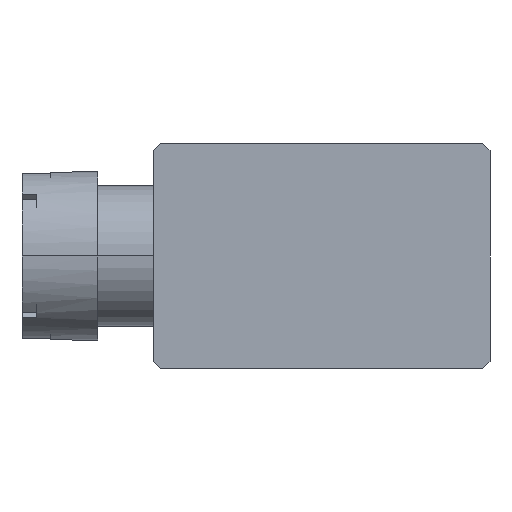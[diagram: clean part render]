
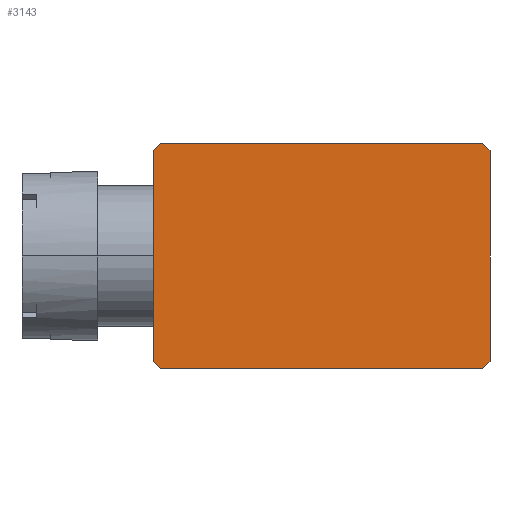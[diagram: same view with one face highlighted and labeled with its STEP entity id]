
A CAD part, left-side view. The second image highlights one B-rep face of the part: STEP entity #3143.
In plain terms, the highlighted face is planar.
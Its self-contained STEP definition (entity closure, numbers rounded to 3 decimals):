
#123 = VECTOR ( 'NONE', #884, 1000. ) ;
#239 = VECTOR ( 'NONE', #4203, 1000. ) ;
#254 = VERTEX_POINT ( 'NONE', #801 ) ;
#582 = VERTEX_POINT ( 'NONE', #4729 ) ;
#801 = CARTESIAN_POINT ( 'NONE',  ( 4., 5.75, 73.5 ) ) ;
#864 = CARTESIAN_POINT ( 'NONE',  ( -4., 6., 73.5 ) ) ;
#884 = DIRECTION ( 'NONE',  ( 1., 0., 0. ) ) ;
#1397 = CARTESIAN_POINT ( 'NONE',  ( 4., 6., 73.5 ) ) ;
#1476 = VERTEX_POINT ( 'NONE', #7356 ) ;
#1526 = EDGE_CURVE ( 'NONE', #5339, #4936, #4914, .T. ) ;
#1855 = DIRECTION ( 'NONE',  ( 0.707, -0.707, 0. ) ) ;
#2141 = EDGE_CURVE ( 'NONE', #7237, #1476, #8318, .T. ) ;
#2288 = LINE ( 'NONE', #8657, #239 ) ;
#2338 = EDGE_CURVE ( 'NONE', #4431, #254, #8541, .T. ) ;
#2453 = EDGE_CURVE ( 'NONE', #6263, #582, #3026, .T. ) ;
#2495 = EDGE_CURVE ( 'NONE', #1476, #6263, #4244, .T. ) ;
#2527 = EDGE_CURVE ( 'NONE', #582, #4431, #3919, .T. ) ;
#2539 = EDGE_CURVE ( 'NONE', #254, #5339, #2915, .T. ) ;
#2556 = EDGE_CURVE ( 'NONE', #4936, #7237, #2288, .T. ) ;
#2915 = LINE ( 'NONE', #7411, #4791 ) ;
#3026 = LINE ( 'NONE', #5318, #123 ) ;
#3143 = ADVANCED_FACE ( 'NONE', ( #6326 ), #6499, .T. ) ;
#3227 = DIRECTION ( 'NONE',  ( 1., 0., 0. ) ) ;
#3489 = DIRECTION ( 'NONE',  ( -0.707, 0.707, 0. ) ) ;
#3919 = LINE ( 'NONE', #7351, #4144 ) ;
#3994 = EDGE_LOOP ( 'NONE', ( #7206, #6769, #8246, #8150, #7973, #7963, #8987, #6844 ) ) ;
#4013 = DIRECTION ( 'NONE',  ( 0., -1., 0. ) ) ;
#4136 = VECTOR ( 'NONE', #1855, 1000. ) ;
#4144 = VECTOR ( 'NONE', #6092, 1000. ) ;
#4203 = DIRECTION ( 'NONE',  ( -0.707, -0.707, 0. ) ) ;
#4244 = LINE ( 'NONE', #6066, #4136 ) ;
#4431 = VERTEX_POINT ( 'NONE', #6540 ) ;
#4729 = CARTESIAN_POINT ( 'NONE',  ( 3.75, -6., 73.5 ) ) ;
#4791 = VECTOR ( 'NONE', #3489, 1000. ) ;
#4840 = AXIS2_PLACEMENT_3D ( 'NONE', #5247, #7189, #3227 ) ;
#4914 = LINE ( 'NONE', #7666, #5395 ) ;
#4936 = VERTEX_POINT ( 'NONE', #5751 ) ;
#5037 = CARTESIAN_POINT ( 'NONE',  ( -4., 5.75, 73.5 ) ) ;
#5088 = DIRECTION ( 'NONE',  ( 0., 1., 0. ) ) ;
#5124 = DIRECTION ( 'NONE',  ( -1., 0., 0. ) ) ;
#5247 = CARTESIAN_POINT ( 'NONE',  ( -4., -6., 73.5 ) ) ;
#5318 = CARTESIAN_POINT ( 'NONE',  ( -4., -6., 73.5 ) ) ;
#5339 = VERTEX_POINT ( 'NONE', #8323 ) ;
#5395 = VECTOR ( 'NONE', #5124, 1000. ) ;
#5751 = CARTESIAN_POINT ( 'NONE',  ( -3.75, 6., 73.5 ) ) ;
#6066 = CARTESIAN_POINT ( 'NONE',  ( -3.875, -5.875, 73.5 ) ) ;
#6092 = DIRECTION ( 'NONE',  ( 0.707, 0.707, 0. ) ) ;
#6263 = VERTEX_POINT ( 'NONE', #6525 ) ;
#6326 = FACE_OUTER_BOUND ( 'NONE', #3994, .T. ) ;
#6499 = PLANE ( 'NONE',  #4840 ) ;
#6525 = CARTESIAN_POINT ( 'NONE',  ( -3.75, -6., 73.5 ) ) ;
#6540 = CARTESIAN_POINT ( 'NONE',  ( 4., -5.75, 73.5 ) ) ;
#6769 = ORIENTED_EDGE ( 'NONE', *, *, #2495, .T. ) ;
#6844 = ORIENTED_EDGE ( 'NONE', *, *, #2556, .T. ) ;
#7189 = DIRECTION ( 'NONE',  ( 0., 0., 1. ) ) ;
#7206 = ORIENTED_EDGE ( 'NONE', *, *, #2141, .T. ) ;
#7237 = VERTEX_POINT ( 'NONE', #5037 ) ;
#7351 = CARTESIAN_POINT ( 'NONE',  ( -0.125, -9.875, 73.5 ) ) ;
#7356 = CARTESIAN_POINT ( 'NONE',  ( -4., -5.75, 73.5 ) ) ;
#7411 = CARTESIAN_POINT ( 'NONE',  ( 5.875, 3.875, 73.5 ) ) ;
#7563 = VECTOR ( 'NONE', #4013, 1000. ) ;
#7666 = CARTESIAN_POINT ( 'NONE',  ( -4., 6., 73.5 ) ) ;
#7963 = ORIENTED_EDGE ( 'NONE', *, *, #2539, .T. ) ;
#7973 = ORIENTED_EDGE ( 'NONE', *, *, #2338, .T. ) ;
#8150 = ORIENTED_EDGE ( 'NONE', *, *, #2527, .T. ) ;
#8246 = ORIENTED_EDGE ( 'NONE', *, *, #2453, .T. ) ;
#8318 = LINE ( 'NONE', #864, #7563 ) ;
#8323 = CARTESIAN_POINT ( 'NONE',  ( 3.75, 6., 73.5 ) ) ;
#8325 = VECTOR ( 'NONE', #5088, 1000. ) ;
#8541 = LINE ( 'NONE', #1397, #8325 ) ;
#8657 = CARTESIAN_POINT ( 'NONE',  ( -9.875, -0.125, 73.5 ) ) ;
#8987 = ORIENTED_EDGE ( 'NONE', *, *, #1526, .T. ) ;
